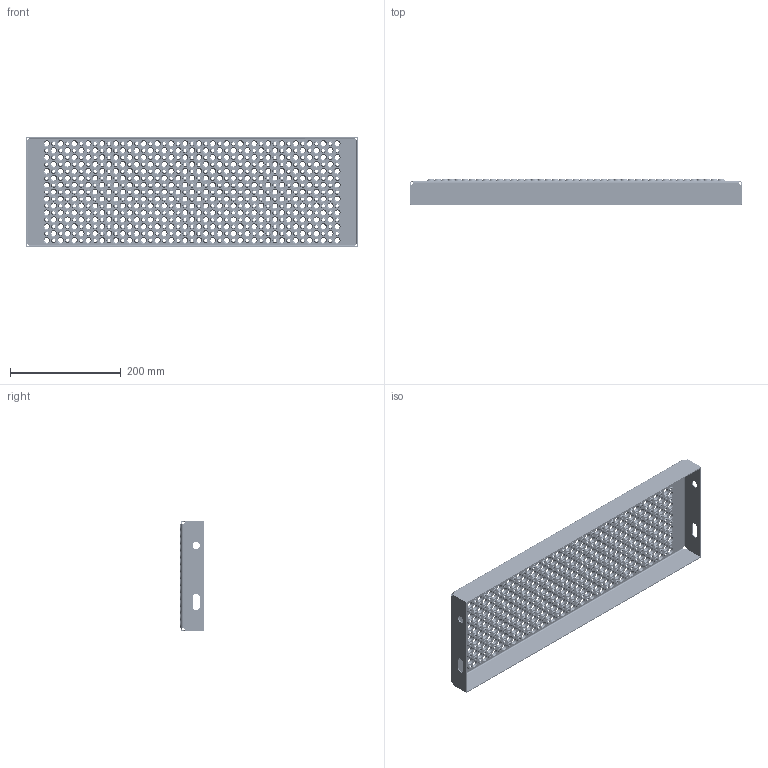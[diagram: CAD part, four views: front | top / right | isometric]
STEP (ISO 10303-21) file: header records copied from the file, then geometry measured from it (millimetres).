
FILE_DESCRIPTION (( 'STEP AP203' ), '1' );
FILE_NAME ('21030_PcP RUSTFRI TRIN_O2_200x600X45mm_M_OPTRÆK.STEP', '2014-01-29T07:56:56', ( '' ), ( '' ), 'SwSTEP 2.0', 'SolidWorks 2013', '' );
FILE_SCHEMA (( 'CONFIG_CONTROL_DESIGN' ));
Products named in the file (1): 21030_PcP RUSTFRI TRIN_O2_200x600X45mm_M_OPTRÆK
Bounding box: 600 x 45 x 200 mm (x, y, z)
Volume: 363423.2 mm3; surface area: 386789.9 mm2
Topology: 1 solids, 1 shells, 4577 faces, 10468 edges, 6538 vertices
Faces by surface type: cone 2580, cylinder 1318, plane 671, bspline 8
Entity records: 133933 total; most frequent: DIRECTION 26066, CARTESIAN_POINT 22176, ORIENTED_EDGE 20936, AXIS2_PLACEMENT_3D 11060, EDGE_CURVE 10468, VERTEX_POINT 6538, EDGE_LOOP 6520, CIRCLE 6490
